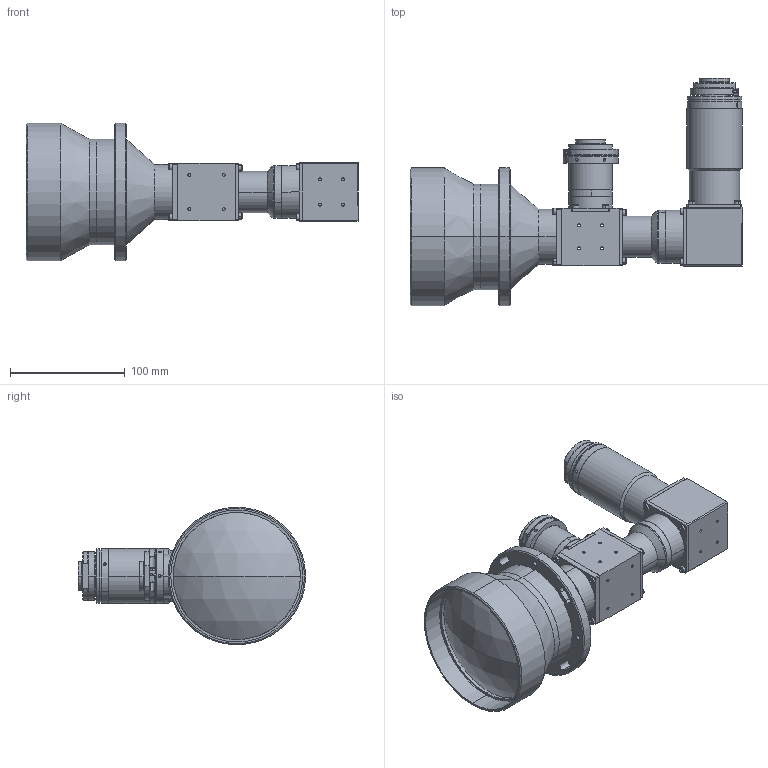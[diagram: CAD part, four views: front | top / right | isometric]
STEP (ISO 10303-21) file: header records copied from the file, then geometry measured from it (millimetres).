
FILE_DESCRIPTION (( 'STEP AP203' ), '1' );
FILE_NAME ('XF-10MDT0158063X150C-DSS-L90.STEP', '2021-09-13T10:21:03', ( '' ), ( '' ), 'SwSTEP 2.0', 'SolidWorks 2018', '' );
FILE_SCHEMA (( 'CONFIG_CONTROL_DESIGN' ));
Length unit declared in the file: millimetre
Products named in the file (1): XF-10MDT0158063X150C-DSS-L90
Bounding box: 289.36 x 198.06 x 120 mm (x, y, z)
Surface area: 148083.8 mm2 (no closed solid volume)
Topology: 0 solids, 68 shells, 587 faces, 1762 edges, 1194 vertices
Faces by surface type: plane 252, cylinder 207, cone 64, torus 60, sphere 4
Entity records: 20497 total; most frequent: CARTESIAN_POINT 4494, DIRECTION 3566, ORIENTED_EDGE 2783, EDGE_CURVE 1722, AXIS2_PLACEMENT_3D 1328, VERTEX_POINT 1194, VECTOR 910, LINE 910
